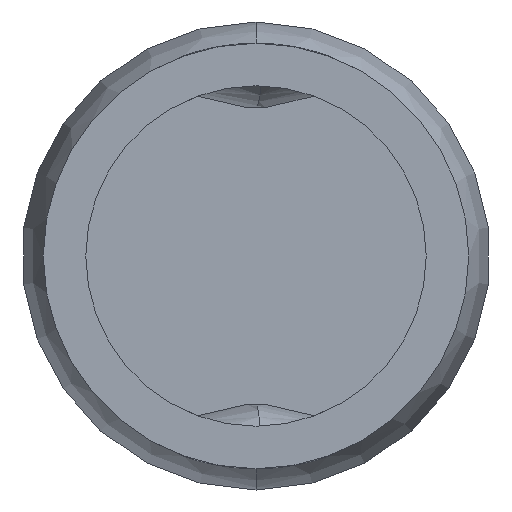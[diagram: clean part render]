
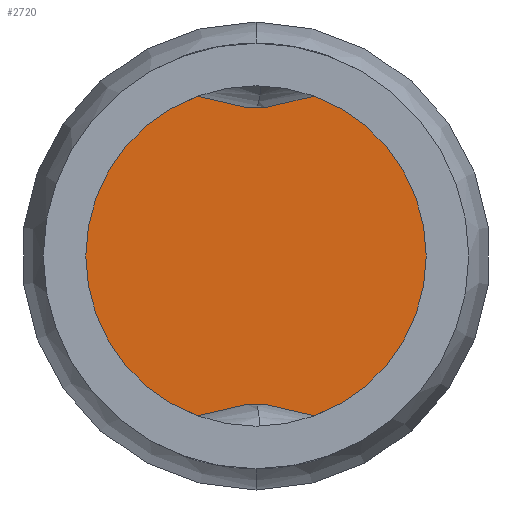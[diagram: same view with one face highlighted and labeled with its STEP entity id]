
A CAD part, front view. The second image highlights one B-rep face of the part: STEP entity #2720.
In plain terms, the highlighted planar face has unit normal (0, -1, 0).
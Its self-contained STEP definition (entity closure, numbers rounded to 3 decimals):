
#324 = DIRECTION ( 'NONE',  ( 0., 0., 1. ) ) ;
#588 = ORIENTED_EDGE ( 'NONE', *, *, #3270, .F. ) ;
#1249 = DIRECTION ( 'NONE',  ( 0., 0., 1. ) ) ;
#1349 = CARTESIAN_POINT ( 'NONE',  ( 0., 5.2, 0.4 ) ) ;
#1402 = DIRECTION ( 'NONE',  ( 0., 1., 0. ) ) ;
#1525 = AXIS2_PLACEMENT_3D ( 'NONE', #1861, #1402, #324 ) ;
#1852 = VERTEX_POINT ( 'NONE', #2060 ) ;
#1861 = CARTESIAN_POINT ( 'NONE',  ( 0., 5.2, 0. ) ) ;
#1913 = PLANE ( 'NONE',  #3337 ) ;
#2000 = EDGE_CURVE ( 'Defeature ausgef�hrt2_0+Defeature ausgef�hrt2_28+Defeature ausgef�hrt2_28+Defeature ausgef�hrt2_28', #2592, #1852, #3150, .T. ) ;
#2060 = CARTESIAN_POINT ( 'NONE',  ( 0., 5.2, -0.4 ) ) ;
#2408 = DIRECTION ( 'NONE',  ( 0., 1., 0. ) ) ;
#2592 = VERTEX_POINT ( 'NONE', #1349 ) ;
#2720 = ADVANCED_FACE ( 'Defeature ausgef�hrt2_28', ( #4609 ), #1913, .F. ) ;
#3150 = CIRCLE ( 'NONE', #1525, 0.4 ) ;
#3221 = CIRCLE ( 'NONE', #4604, 0.4 ) ;
#3270 = EDGE_CURVE ( 'Defeature ausgef�hrt2_0+Defeature ausgef�hrt2_28+Defeature ausgef�hrt2_28+Defeature ausgef�hrt2_28', #1852, #2592, #3221, .T. ) ;
#3337 = AXIS2_PLACEMENT_3D ( 'NONE', #5590, #2408, #3463 ) ;
#3463 = DIRECTION ( 'NONE',  ( 0., 0., 1. ) ) ;
#3751 = DIRECTION ( 'NONE',  ( 0., 1., 0. ) ) ;
#3830 = CARTESIAN_POINT ( 'NONE',  ( 0., 5.2, 0. ) ) ;
#4604 = AXIS2_PLACEMENT_3D ( 'NONE', #3830, #3751, #1249 ) ;
#4609 = FACE_OUTER_BOUND ( 'NONE', #5140, .T. ) ;
#5140 = EDGE_LOOP ( 'NONE', ( #6280, #588 ) ) ;
#5590 = CARTESIAN_POINT ( 'NONE',  ( 0., 5.2, 0. ) ) ;
#6280 = ORIENTED_EDGE ( 'NONE', *, *, #2000, .F. ) ;
